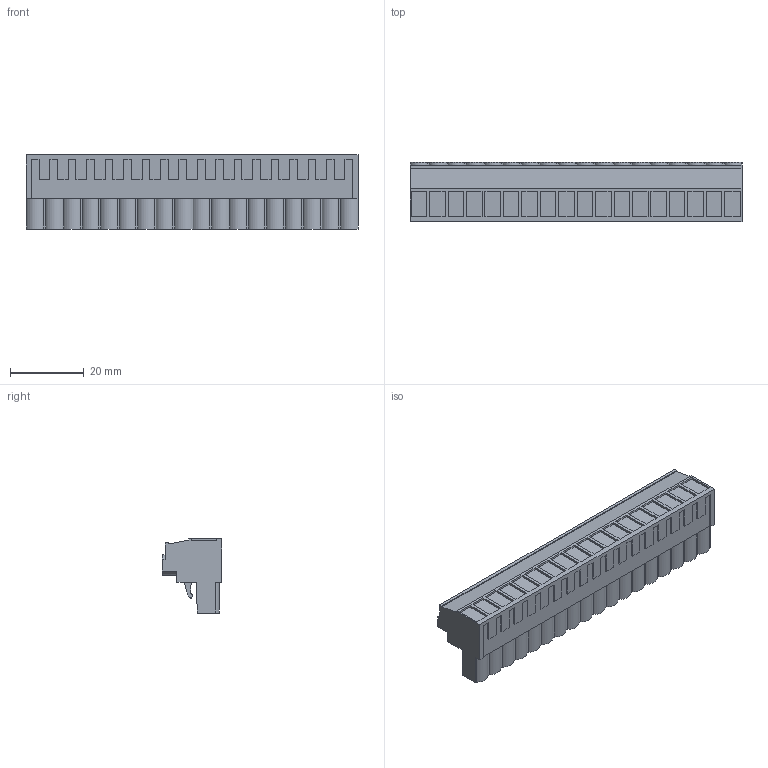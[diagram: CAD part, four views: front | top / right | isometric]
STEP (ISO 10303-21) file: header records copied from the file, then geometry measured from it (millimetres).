
FILE_DESCRIPTION(('CATIA V5 STEP Exchange','CAx-IF Rec.Pracs.--- Model Styling and Organization---1.2---2011-12-15'),'2;1');
FILE_NAME ('D1460297_0_1954320000_1954320000.stp','2017-05-25T06:39:12+00:00',('none'),('Weidmueller'),'CATIA Version 5-6 Release 2014','CATIA V5 STEP AP214','none');
FILE_SCHEMA(('AUTOMOTIVE_DESIGN { 1 0 10303 214 1 1 1 1 }'));
Length unit declared in the file: millimetre
Products named in the file (1): 1954320000
Bounding box: 90 x 16.1 x 20.1 mm (x, y, z)
Volume: 17836.6 mm3; surface area: 9553.1 mm2
Topology: 19 solids, 19 shells, 1128 faces, 3220 edges, 2202 vertices
Faces by surface type: plane 922, cylinder 206
Entity records: 34362 total; most frequent: CARTESIAN_POINT 6527, ORIENTED_EDGE 6440, DIRECTION 4568, EDGE_CURVE 3220, VECTOR 2700, LINE 2700, VERTEX_POINT 2202, EDGE_LOOP 1200
